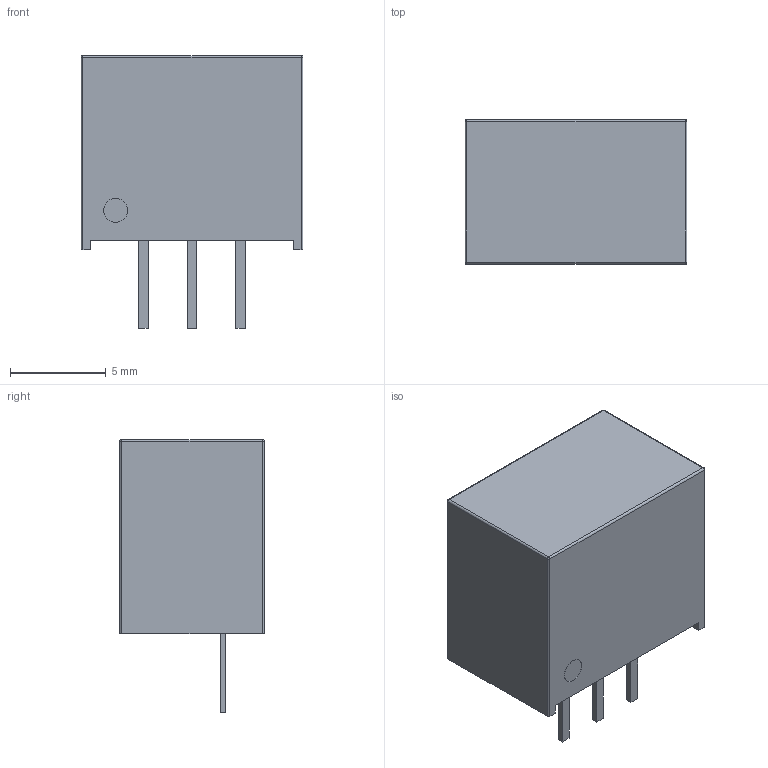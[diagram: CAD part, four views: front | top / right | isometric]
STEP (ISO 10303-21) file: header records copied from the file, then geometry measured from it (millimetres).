
FILE_DESCRIPTION (( 'STEP AP214' ), '1' );
FILE_NAME ('PWRM-TH_K78XX-500R3.STEP', '2023-04-25T08:58:12', ( '' ), ( '' ), 'SwSTEP 2.0', 'SolidWorks 2020', '' );
FILE_SCHEMA (( 'AUTOMOTIVE_DESIGN' ));
Length unit declared in the file: millimetre
Products named in the file (1): PWRM-TH_K78XX-500R3
Bounding box: 11.6 x 7.55 x 14.26 mm (x, y, z)
Volume: 851.7 mm3; surface area: 580 mm2
Topology: 1 solids, 1 shells, 264 faces, 709 edges, 466 vertices
Faces by surface type: plane 152, bspline 98, cylinder 10, sphere 4
Entity records: 11603 total; most frequent: CARTESIAN_POINT 2742, ORIENTED_EDGE 1410, DIRECTION 859, EDGE_CURVE 705, VECTOR 485, LINE 485, VERTEX_POINT 466, EDGE_LOOP 287
